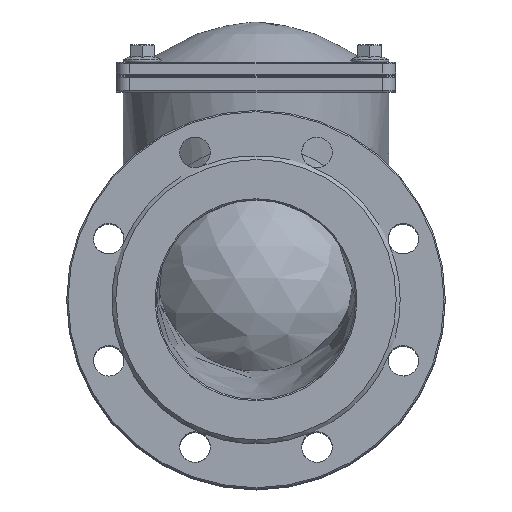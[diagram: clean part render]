
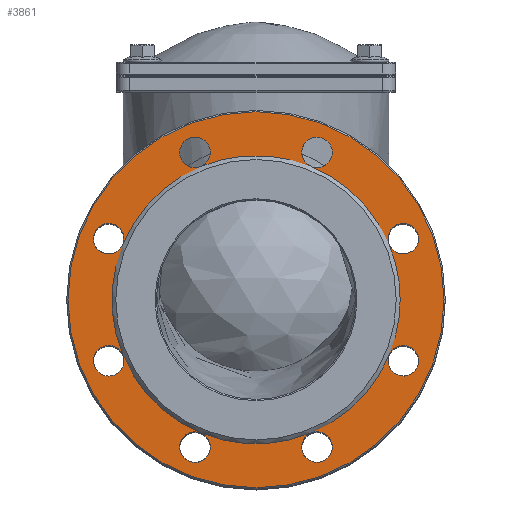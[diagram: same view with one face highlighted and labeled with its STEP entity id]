
A CAD part, top view. The second image highlights one B-rep face of the part: STEP entity #3861.
In plain terms, the highlighted planar face has unit normal (0, 0, 1).
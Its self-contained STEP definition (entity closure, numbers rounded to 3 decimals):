
#456=PLANE('',#4357);
#537=FACE_BOUND('',#1099,.T.);
#844=FACE_OUTER_BOUND('',#1098,.T.);
#1098=EDGE_LOOP('',(#3173));
#1099=EDGE_LOOP('',(#3174,#3175,#3176,#3177,#3178,#3179,#3180,#3181,#3182,
#3183,#3184,#3185,#3186,#3187,#3188,#3189,#3190,#3191,#3192,#3193,#3194,
#3195,#3196,#3197,#3198));
#1389=CIRCLE('',#4356,141.5);
#1390=CIRCLE('',#4358,11.5);
#1391=CIRCLE('',#4359,11.5);
#1392=CIRCLE('',#4360,108.5);
#1393=CIRCLE('',#4361,11.5);
#1394=CIRCLE('',#4362,11.5);
#1395=CIRCLE('',#4363,108.5);
#1396=CIRCLE('',#4364,108.5);
#1397=CIRCLE('',#4365,11.5);
#1398=CIRCLE('',#4366,11.5);
#1399=CIRCLE('',#4367,108.5);
#1400=CIRCLE('',#4368,11.5);
#1401=CIRCLE('',#4369,11.5);
#1402=CIRCLE('',#4370,108.5);
#1403=CIRCLE('',#4371,11.5);
#1404=CIRCLE('',#4372,11.5);
#1405=CIRCLE('',#4373,108.5);
#1406=CIRCLE('',#4374,11.5);
#1407=CIRCLE('',#4375,11.5);
#1408=CIRCLE('',#4376,108.5);
#1409=CIRCLE('',#4377,11.5);
#1410=CIRCLE('',#4378,11.5);
#1411=CIRCLE('',#4379,108.5);
#1412=CIRCLE('',#4380,11.5);
#1413=CIRCLE('',#4381,11.5);
#1414=CIRCLE('',#4382,108.5);
#1735=VERTEX_POINT('',#8684);
#1736=VERTEX_POINT('',#8688);
#1737=VERTEX_POINT('',#8689);
#1738=VERTEX_POINT('',#8692);
#1739=VERTEX_POINT('',#8694);
#1740=VERTEX_POINT('',#8697);
#1741=VERTEX_POINT('',#8699);
#1742=VERTEX_POINT('',#8701);
#1743=VERTEX_POINT('',#8704);
#1744=VERTEX_POINT('',#8706);
#1745=VERTEX_POINT('',#8709);
#1746=VERTEX_POINT('',#8711);
#1747=VERTEX_POINT('',#8714);
#1748=VERTEX_POINT('',#8716);
#1749=VERTEX_POINT('',#8719);
#1750=VERTEX_POINT('',#8721);
#1751=VERTEX_POINT('',#8724);
#1752=VERTEX_POINT('',#8726);
#2225=EDGE_CURVE('',#1735,#1735,#1389,.T.);
#2226=EDGE_CURVE('',#1736,#1737,#1390,.T.);
#2227=EDGE_CURVE('',#1737,#1736,#1391,.T.);
#2228=EDGE_CURVE('',#1736,#1738,#1392,.T.);
#2229=EDGE_CURVE('',#1738,#1739,#1393,.T.);
#2230=EDGE_CURVE('',#1739,#1738,#1394,.T.);
#2231=EDGE_CURVE('',#1738,#1740,#1395,.T.);
#2232=EDGE_CURVE('',#1740,#1741,#1396,.T.);
#2233=EDGE_CURVE('',#1741,#1742,#1397,.T.);
#2234=EDGE_CURVE('',#1742,#1741,#1398,.T.);
#2235=EDGE_CURVE('',#1741,#1743,#1399,.T.);
#2236=EDGE_CURVE('',#1743,#1744,#1400,.T.);
#2237=EDGE_CURVE('',#1744,#1743,#1401,.T.);
#2238=EDGE_CURVE('',#1743,#1745,#1402,.T.);
#2239=EDGE_CURVE('',#1745,#1746,#1403,.T.);
#2240=EDGE_CURVE('',#1746,#1745,#1404,.T.);
#2241=EDGE_CURVE('',#1745,#1747,#1405,.T.);
#2242=EDGE_CURVE('',#1747,#1748,#1406,.T.);
#2243=EDGE_CURVE('',#1748,#1747,#1407,.T.);
#2244=EDGE_CURVE('',#1747,#1749,#1408,.T.);
#2245=EDGE_CURVE('',#1749,#1750,#1409,.T.);
#2246=EDGE_CURVE('',#1750,#1749,#1410,.T.);
#2247=EDGE_CURVE('',#1749,#1751,#1411,.T.);
#2248=EDGE_CURVE('',#1751,#1752,#1412,.T.);
#2249=EDGE_CURVE('',#1752,#1751,#1413,.T.);
#2250=EDGE_CURVE('',#1751,#1736,#1414,.T.);
#3173=ORIENTED_EDGE('',*,*,#2225,.T.);
#3174=ORIENTED_EDGE('',*,*,#2226,.T.);
#3175=ORIENTED_EDGE('',*,*,#2227,.T.);
#3176=ORIENTED_EDGE('',*,*,#2228,.T.);
#3177=ORIENTED_EDGE('',*,*,#2229,.T.);
#3178=ORIENTED_EDGE('',*,*,#2230,.T.);
#3179=ORIENTED_EDGE('',*,*,#2231,.T.);
#3180=ORIENTED_EDGE('',*,*,#2232,.T.);
#3181=ORIENTED_EDGE('',*,*,#2233,.T.);
#3182=ORIENTED_EDGE('',*,*,#2234,.T.);
#3183=ORIENTED_EDGE('',*,*,#2235,.T.);
#3184=ORIENTED_EDGE('',*,*,#2236,.T.);
#3185=ORIENTED_EDGE('',*,*,#2237,.T.);
#3186=ORIENTED_EDGE('',*,*,#2238,.T.);
#3187=ORIENTED_EDGE('',*,*,#2239,.T.);
#3188=ORIENTED_EDGE('',*,*,#2240,.T.);
#3189=ORIENTED_EDGE('',*,*,#2241,.T.);
#3190=ORIENTED_EDGE('',*,*,#2242,.T.);
#3191=ORIENTED_EDGE('',*,*,#2243,.T.);
#3192=ORIENTED_EDGE('',*,*,#2244,.T.);
#3193=ORIENTED_EDGE('',*,*,#2245,.T.);
#3194=ORIENTED_EDGE('',*,*,#2246,.T.);
#3195=ORIENTED_EDGE('',*,*,#2247,.T.);
#3196=ORIENTED_EDGE('',*,*,#2248,.T.);
#3197=ORIENTED_EDGE('',*,*,#2249,.T.);
#3198=ORIENTED_EDGE('',*,*,#2250,.T.);
#3861=ADVANCED_FACE('',(#844,#537),#456,.T.);
#4356=AXIS2_PLACEMENT_3D('',#8686,#5268,#5269);
#4357=AXIS2_PLACEMENT_3D('',#8687,#5270,#5271);
#4358=AXIS2_PLACEMENT_3D('',#8690,#5272,#5273);
#4359=AXIS2_PLACEMENT_3D('',#8691,#5274,#5275);
#4360=AXIS2_PLACEMENT_3D('',#8693,#5276,#5277);
#4361=AXIS2_PLACEMENT_3D('',#8695,#5278,#5279);
#4362=AXIS2_PLACEMENT_3D('',#8696,#5280,#5281);
#4363=AXIS2_PLACEMENT_3D('',#8698,#5282,#5283);
#4364=AXIS2_PLACEMENT_3D('',#8700,#5284,#5285);
#4365=AXIS2_PLACEMENT_3D('',#8702,#5286,#5287);
#4366=AXIS2_PLACEMENT_3D('',#8703,#5288,#5289);
#4367=AXIS2_PLACEMENT_3D('',#8705,#5290,#5291);
#4368=AXIS2_PLACEMENT_3D('',#8707,#5292,#5293);
#4369=AXIS2_PLACEMENT_3D('',#8708,#5294,#5295);
#4370=AXIS2_PLACEMENT_3D('',#8710,#5296,#5297);
#4371=AXIS2_PLACEMENT_3D('',#8712,#5298,#5299);
#4372=AXIS2_PLACEMENT_3D('',#8713,#5300,#5301);
#4373=AXIS2_PLACEMENT_3D('',#8715,#5302,#5303);
#4374=AXIS2_PLACEMENT_3D('',#8717,#5304,#5305);
#4375=AXIS2_PLACEMENT_3D('',#8718,#5306,#5307);
#4376=AXIS2_PLACEMENT_3D('',#8720,#5308,#5309);
#4377=AXIS2_PLACEMENT_3D('',#8722,#5310,#5311);
#4378=AXIS2_PLACEMENT_3D('',#8723,#5312,#5313);
#4379=AXIS2_PLACEMENT_3D('',#8725,#5314,#5315);
#4380=AXIS2_PLACEMENT_3D('',#8727,#5316,#5317);
#4381=AXIS2_PLACEMENT_3D('',#8728,#5318,#5319);
#4382=AXIS2_PLACEMENT_3D('',#8729,#5320,#5321);
#5268=DIRECTION('center_axis',(0.,0.,1.));
#5269=DIRECTION('ref_axis',(-1.,0.,0.));
#5270=DIRECTION('center_axis',(0.,0.,1.));
#5271=DIRECTION('ref_axis',(1.,0.,0.));
#5272=DIRECTION('center_axis',(0.,0.,-1.));
#5273=DIRECTION('ref_axis',(-1.,0.,0.));
#5274=DIRECTION('center_axis',(0.,0.,-1.));
#5275=DIRECTION('ref_axis',(-1.,0.,0.));
#5276=DIRECTION('center_axis',(0.,0.,-1.));
#5277=DIRECTION('ref_axis',(-1.,0.,0.));
#5278=DIRECTION('center_axis',(0.,0.,-1.));
#5279=DIRECTION('ref_axis',(-1.,0.,0.));
#5280=DIRECTION('center_axis',(0.,0.,-1.));
#5281=DIRECTION('ref_axis',(-1.,0.,0.));
#5282=DIRECTION('center_axis',(0.,0.,-1.));
#5283=DIRECTION('ref_axis',(-1.,0.,0.));
#5284=DIRECTION('center_axis',(0.,0.,-1.));
#5285=DIRECTION('ref_axis',(-1.,0.,0.));
#5286=DIRECTION('center_axis',(0.,0.,-1.));
#5287=DIRECTION('ref_axis',(-1.,0.,0.));
#5288=DIRECTION('center_axis',(0.,0.,-1.));
#5289=DIRECTION('ref_axis',(-1.,0.,0.));
#5290=DIRECTION('center_axis',(0.,0.,-1.));
#5291=DIRECTION('ref_axis',(-1.,0.,0.));
#5292=DIRECTION('center_axis',(0.,0.,-1.));
#5293=DIRECTION('ref_axis',(-1.,0.,0.));
#5294=DIRECTION('center_axis',(0.,0.,-1.));
#5295=DIRECTION('ref_axis',(-1.,0.,0.));
#5296=DIRECTION('center_axis',(0.,0.,-1.));
#5297=DIRECTION('ref_axis',(-1.,0.,0.));
#5298=DIRECTION('center_axis',(0.,0.,-1.));
#5299=DIRECTION('ref_axis',(-1.,0.,0.));
#5300=DIRECTION('center_axis',(0.,0.,-1.));
#5301=DIRECTION('ref_axis',(-1.,0.,0.));
#5302=DIRECTION('center_axis',(0.,0.,-1.));
#5303=DIRECTION('ref_axis',(-1.,0.,0.));
#5304=DIRECTION('center_axis',(0.,0.,-1.));
#5305=DIRECTION('ref_axis',(-1.,0.,0.));
#5306=DIRECTION('center_axis',(0.,0.,-1.));
#5307=DIRECTION('ref_axis',(-1.,0.,0.));
#5308=DIRECTION('center_axis',(0.,0.,-1.));
#5309=DIRECTION('ref_axis',(-1.,0.,0.));
#5310=DIRECTION('center_axis',(0.,0.,-1.));
#5311=DIRECTION('ref_axis',(-1.,0.,0.));
#5312=DIRECTION('center_axis',(0.,0.,-1.));
#5313=DIRECTION('ref_axis',(-1.,0.,0.));
#5314=DIRECTION('center_axis',(0.,0.,-1.));
#5315=DIRECTION('ref_axis',(-1.,0.,0.));
#5316=DIRECTION('center_axis',(0.,0.,-1.));
#5317=DIRECTION('ref_axis',(-1.,0.,0.));
#5318=DIRECTION('center_axis',(0.,0.,-1.));
#5319=DIRECTION('ref_axis',(-1.,0.,0.));
#5320=DIRECTION('center_axis',(0.,0.,-1.));
#5321=DIRECTION('ref_axis',(-1.,0.,0.));
#8684=CARTESIAN_POINT('',(141.5,0.,397.));
#8686=CARTESIAN_POINT('Origin',(0.,0.,397.));
#8687=CARTESIAN_POINT('Origin',(0.,0.,397.));
#8688=CARTESIAN_POINT('',(41.521,100.241,397.));
#8689=CARTESIAN_POINT('',(57.422,110.866,397.));
#8690=CARTESIAN_POINT('Origin',(45.922,110.866,397.));
#8691=CARTESIAN_POINT('Origin',(45.922,110.866,397.));
#8692=CARTESIAN_POINT('',(100.241,41.521,397.));
#8693=CARTESIAN_POINT('Origin',(0.,0.,397.));
#8694=CARTESIAN_POINT('',(122.366,45.922,397.));
#8695=CARTESIAN_POINT('Origin',(110.866,45.922,397.));
#8696=CARTESIAN_POINT('Origin',(110.866,45.922,397.));
#8697=CARTESIAN_POINT('',(108.5,0.,397.));
#8698=CARTESIAN_POINT('Origin',(0.,0.,397.));
#8699=CARTESIAN_POINT('',(100.241,-41.521,397.));
#8700=CARTESIAN_POINT('Origin',(0.,0.,397.));
#8701=CARTESIAN_POINT('',(122.366,-45.922,397.));
#8702=CARTESIAN_POINT('Origin',(110.866,-45.922,397.));
#8703=CARTESIAN_POINT('Origin',(110.866,-45.922,397.));
#8704=CARTESIAN_POINT('',(41.521,-100.241,397.));
#8705=CARTESIAN_POINT('Origin',(0.,0.,397.));
#8706=CARTESIAN_POINT('',(57.422,-110.866,397.));
#8707=CARTESIAN_POINT('Origin',(45.922,-110.866,397.));
#8708=CARTESIAN_POINT('Origin',(45.922,-110.866,397.));
#8709=CARTESIAN_POINT('',(-41.521,-100.241,397.));
#8710=CARTESIAN_POINT('Origin',(0.,0.,397.));
#8711=CARTESIAN_POINT('',(-34.422,-110.866,397.));
#8712=CARTESIAN_POINT('Origin',(-45.922,-110.866,397.));
#8713=CARTESIAN_POINT('Origin',(-45.922,-110.866,397.));
#8714=CARTESIAN_POINT('',(-100.241,-41.521,397.));
#8715=CARTESIAN_POINT('Origin',(0.,0.,397.));
#8716=CARTESIAN_POINT('',(-99.366,-45.922,397.));
#8717=CARTESIAN_POINT('Origin',(-110.866,-45.922,397.));
#8718=CARTESIAN_POINT('Origin',(-110.866,-45.922,397.));
#8719=CARTESIAN_POINT('',(-100.241,41.521,397.));
#8720=CARTESIAN_POINT('Origin',(0.,0.,397.));
#8721=CARTESIAN_POINT('',(-99.366,45.922,397.));
#8722=CARTESIAN_POINT('Origin',(-110.866,45.922,397.));
#8723=CARTESIAN_POINT('Origin',(-110.866,45.922,397.));
#8724=CARTESIAN_POINT('',(-41.521,100.241,397.));
#8725=CARTESIAN_POINT('Origin',(0.,0.,397.));
#8726=CARTESIAN_POINT('',(-34.422,110.866,397.));
#8727=CARTESIAN_POINT('Origin',(-45.922,110.866,397.));
#8728=CARTESIAN_POINT('Origin',(-45.922,110.866,397.));
#8729=CARTESIAN_POINT('Origin',(0.,0.,397.));
